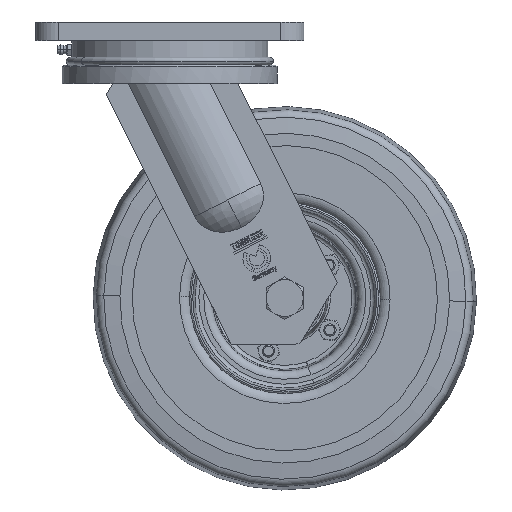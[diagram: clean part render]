
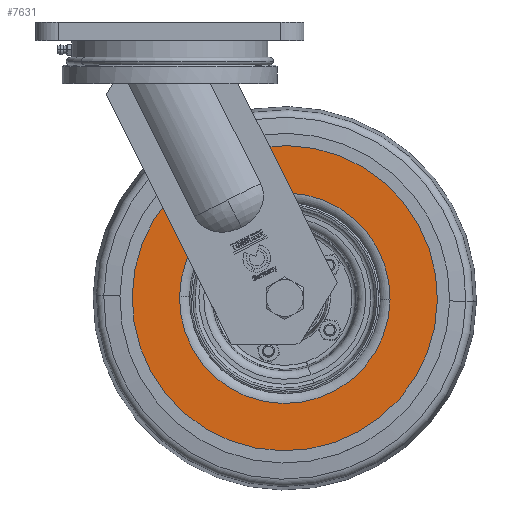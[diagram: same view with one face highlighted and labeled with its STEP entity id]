
A CAD part, top view. The second image highlights one B-rep face of the part: STEP entity #7631.
In plain terms, the highlighted face is planar.
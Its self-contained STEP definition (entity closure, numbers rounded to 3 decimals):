
#358 = CARTESIAN_POINT ( 'NONE',  ( 40., 0., -99.5 ) ) ;
#379 = CARTESIAN_POINT ( 'NONE',  ( 40., 0., 0. ) ) ;
#2142 = CARTESIAN_POINT ( 'NONE',  ( 40., 99.5, 0. ) ) ;
#2402 = DIRECTION ( 'NONE',  ( -1., 0., 0. ) ) ;
#4169 = CIRCLE ( 'NONE', #30315, 99.5 ) ;
#5891 = ORIENTED_EDGE ( 'NONE', *, *, #17962, .T. ) ;
#7631 = ADVANCED_FACE ( 'NONE', ( #27619, #7701 ), #19609, .F. ) ;
#7701 = FACE_OUTER_BOUND ( 'NONE', #10757, .T. ) ;
#9359 = VERTEX_POINT ( 'NONE', #36676 ) ;
#10757 = EDGE_LOOP ( 'NONE', ( #35941, #11600 ) ) ;
#10996 = CIRCLE ( 'NONE', #15746, 68.649 ) ;
#11328 = DIRECTION ( 'NONE',  ( -1., 0., 0. ) ) ;
#11600 = ORIENTED_EDGE ( 'NONE', *, *, #17892, .F. ) ;
#11711 = CARTESIAN_POINT ( 'NONE',  ( 40., 0., 0. ) ) ;
#11825 = VERTEX_POINT ( 'NONE', #358 ) ;
#11908 = DIRECTION ( 'NONE',  ( -1., 0., 0. ) ) ;
#14123 = CARTESIAN_POINT ( 'NONE',  ( 40., 0., 0. ) ) ;
#14302 = CARTESIAN_POINT ( 'NONE',  ( 40., 0., 0. ) ) ;
#14530 = CIRCLE ( 'NONE', #35304, 99.5 ) ;
#14703 = CARTESIAN_POINT ( 'NONE',  ( 40., 0., 68.649 ) ) ;
#15243 = DIRECTION ( 'NONE',  ( 0., 0., 1. ) ) ;
#15746 = AXIS2_PLACEMENT_3D ( 'NONE', #379, #11908, #17487 ) ;
#17487 = DIRECTION ( 'NONE',  ( 0., 0., 1. ) ) ;
#17892 = EDGE_CURVE ( 'NONE', #11825, #19445, #4169, .T. ) ;
#17962 = EDGE_CURVE ( 'NONE', #9359, #21820, #25552, .T. ) ;
#19445 = VERTEX_POINT ( 'NONE', #22625 ) ;
#19609 = PLANE ( 'NONE',  #23769 ) ;
#20447 = DIRECTION ( 'NONE',  ( -1., 0., 0. ) ) ;
#21820 = VERTEX_POINT ( 'NONE', #14703 ) ;
#21840 = EDGE_CURVE ( 'NONE', #21820, #9359, #10996, .T. ) ;
#22625 = CARTESIAN_POINT ( 'NONE',  ( 40., 0., 99.5 ) ) ;
#23175 = EDGE_LOOP ( 'NONE', ( #26844, #5891 ) ) ;
#23769 = AXIS2_PLACEMENT_3D ( 'NONE', #2142, #30601, #30955 ) ;
#25449 = DIRECTION ( 'NONE',  ( 0., 0., 1. ) ) ;
#25552 = CIRCLE ( 'NONE', #35630, 68.649 ) ;
#26120 = DIRECTION ( 'NONE',  ( 0., 0., 1. ) ) ;
#26844 = ORIENTED_EDGE ( 'NONE', *, *, #21840, .T. ) ;
#27619 = FACE_BOUND ( 'NONE', #23175, .T. ) ;
#28580 = EDGE_CURVE ( 'NONE', #19445, #11825, #14530, .T. ) ;
#30315 = AXIS2_PLACEMENT_3D ( 'NONE', #14302, #2402, #26120 ) ;
#30601 = DIRECTION ( 'NONE',  ( -1., 0., 0. ) ) ;
#30955 = DIRECTION ( 'NONE',  ( 0., 0., 1. ) ) ;
#35304 = AXIS2_PLACEMENT_3D ( 'NONE', #14123, #11328, #25449 ) ;
#35630 = AXIS2_PLACEMENT_3D ( 'NONE', #11711, #20447, #15243 ) ;
#35941 = ORIENTED_EDGE ( 'NONE', *, *, #28580, .F. ) ;
#36676 = CARTESIAN_POINT ( 'NONE',  ( 40., 0., -68.649 ) ) ;
